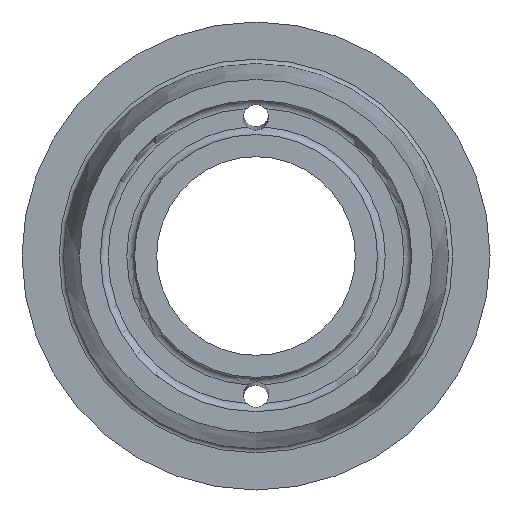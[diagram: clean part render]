
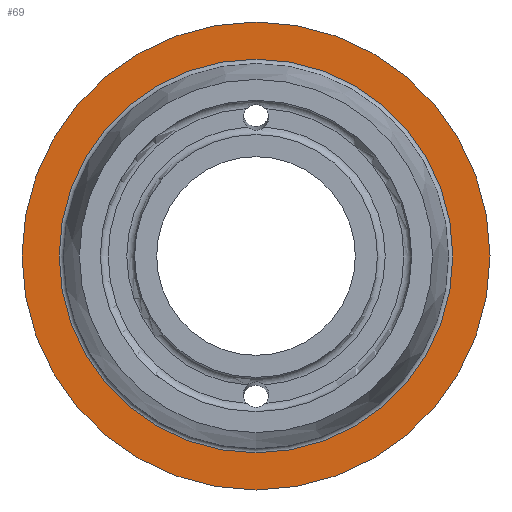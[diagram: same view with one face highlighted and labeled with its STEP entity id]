
A CAD part, left-side view. The second image highlights one B-rep face of the part: STEP entity #69.
In plain terms, the highlighted planar face has unit normal (-1, 0, 0).
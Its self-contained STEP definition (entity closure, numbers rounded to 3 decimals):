
#69 = ADVANCED_FACE( '', ( #149, #150 ), #151, .T. );
#149 = FACE_BOUND( '', #224, .T. );
#150 = FACE_OUTER_BOUND( '', #225, .T. );
#151 = PLANE( '', #226 );
#224 = EDGE_LOOP( '', ( #336 ) );
#225 = EDGE_LOOP( '', ( #337 ) );
#226 = AXIS2_PLACEMENT_3D( '', #338, #339, #340 );
#336 = ORIENTED_EDGE( '', *, *, #367, .T. );
#337 = ORIENTED_EDGE( '', *, *, #395, .F. );
#338 = CARTESIAN_POINT( '', ( 89., 0., 106. ) );
#339 = DIRECTION( '', ( -1., 0., 0. ) );
#340 = DIRECTION( '', ( 0., 0., 1. ) );
#367 = EDGE_CURVE( '', #418, #418, #419, .T. );
#395 = EDGE_CURVE( '', #459, #459, #460, .T. );
#418 = VERTEX_POINT( '', #525 );
#419 = CIRCLE( '', #526, 89.16 );
#459 = VERTEX_POINT( '', #608 );
#460 = CIRCLE( '', #609, 106. );
#525 = CARTESIAN_POINT( '', ( 89., 0., -89.16 ) );
#526 = AXIS2_PLACEMENT_3D( '', #630, #631, #632 );
#608 = CARTESIAN_POINT( '', ( 89., 0., -106. ) );
#609 = AXIS2_PLACEMENT_3D( '', #675, #676, #677 );
#630 = CARTESIAN_POINT( '', ( 89., 0., 0. ) );
#631 = DIRECTION( '', ( 1., 0., 0. ) );
#632 = DIRECTION( '', ( 0., 0., -1. ) );
#675 = CARTESIAN_POINT( '', ( 89., 0., 0. ) );
#676 = DIRECTION( '', ( 1., 0., 0. ) );
#677 = DIRECTION( '', ( 0., 0., -1. ) );
